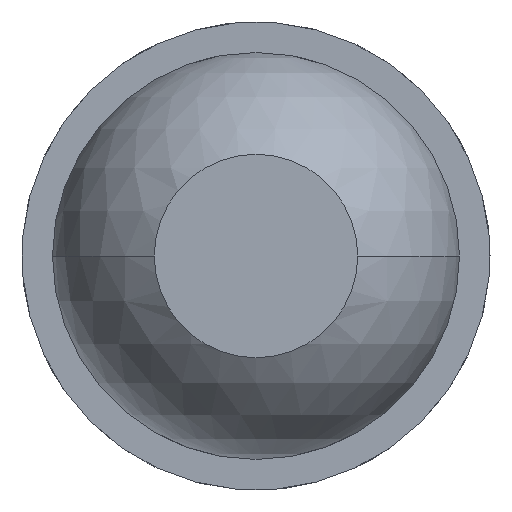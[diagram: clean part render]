
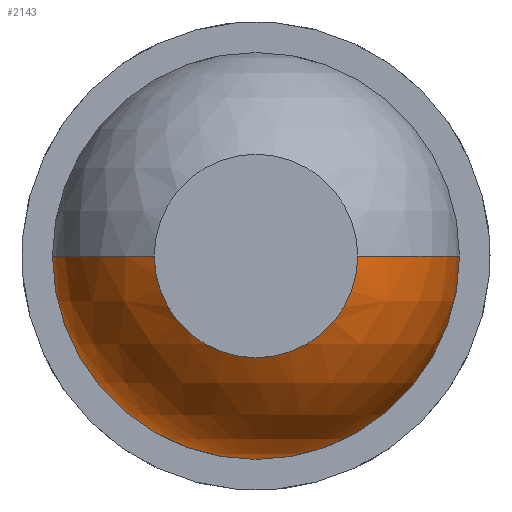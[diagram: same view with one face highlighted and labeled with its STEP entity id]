
A CAD part, front view. The second image highlights one B-rep face of the part: STEP entity #2143.
In plain terms, the highlighted spherical face has radius 0.5 mm.
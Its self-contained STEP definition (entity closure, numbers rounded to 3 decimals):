
#31 = CARTESIAN_POINT ( 'NONE',  ( 0.25, -20., 0. ) ) ;
#61 = AXIS2_PLACEMENT_3D ( 'NONE', #1658, #153, #768 ) ;
#143 = EDGE_CURVE ( 'NONE', #1403, #2314, #2710, .T. ) ;
#153 = DIRECTION ( 'NONE',  ( 0., 0., -1. ) ) ;
#412 = ORIENTED_EDGE ( 'NONE', *, *, #2479, .F. ) ;
#416 = CIRCLE ( 'NONE', #3261, 0.5 ) ;
#513 = ORIENTED_EDGE ( 'NONE', *, *, #2262, .T. ) ;
#579 = CARTESIAN_POINT ( 'NONE',  ( 0., -19.567, 0. ) ) ;
#708 = VERTEX_POINT ( 'NONE', #31 ) ;
#766 = CARTESIAN_POINT ( 'NONE',  ( 0., -19.567, 0. ) ) ;
#768 = DIRECTION ( 'NONE',  ( 1., 0., 0. ) ) ;
#783 = ORIENTED_EDGE ( 'NONE', *, *, #143, .T. ) ;
#825 = CIRCLE ( 'NONE', #1314, 0.5 ) ;
#848 = ORIENTED_EDGE ( 'NONE', *, *, #3042, .T. ) ;
#1042 = CARTESIAN_POINT ( 'NONE',  ( 0., -20., 0. ) ) ;
#1069 = CARTESIAN_POINT ( 'NONE',  ( -0.25, -20., 0. ) ) ;
#1210 = AXIS2_PLACEMENT_3D ( 'NONE', #2014, #3242, #3876 ) ;
#1244 = DIRECTION ( 'NONE',  ( 0., 0., 1. ) ) ;
#1252 = EDGE_LOOP ( 'NONE', ( #513, #848, #783, #2713, #412, #3966 ) ) ;
#1314 = AXIS2_PLACEMENT_3D ( 'NONE', #766, #2654, #1779 ) ;
#1403 = VERTEX_POINT ( 'NONE', #1069 ) ;
#1453 = CIRCLE ( 'NONE', #1821, 0.25 ) ;
#1553 = FACE_OUTER_BOUND ( 'NONE', #1252, .T. ) ;
#1658 = CARTESIAN_POINT ( 'NONE',  ( 0., -19.567, 0. ) ) ;
#1779 = DIRECTION ( 'NONE',  ( 0., 0., 1. ) ) ;
#1811 = DIRECTION ( 'NONE',  ( 1., 0., 0. ) ) ;
#1821 = AXIS2_PLACEMENT_3D ( 'NONE', #1042, #3171, #2286 ) ;
#1966 = CARTESIAN_POINT ( 'NONE',  ( -0.5, -19.567, 0. ) ) ;
#2014 = CARTESIAN_POINT ( 'NONE',  ( 0., -20., 0. ) ) ;
#2044 = CARTESIAN_POINT ( 'NONE',  ( 0., -19.567, -0.5 ) ) ;
#2106 = VERTEX_POINT ( 'NONE', #3225 ) ;
#2143 = ADVANCED_FACE ( 'Defeature ausgef�hrt4_0', ( #1553 ), #3473, .T. ) ;
#2262 = EDGE_CURVE ( 'Defeature ausgef�hrt4_0+Defeature ausgef�hrt4_16+Defeature ausgef�hrt4_16+Defeature ausgef�hrt4_16', #708, #2758, #1453, .T. ) ;
#2286 = DIRECTION ( 'NONE',  ( 0., 0., 1. ) ) ;
#2305 = CIRCLE ( 'NONE', #1210, 0.25 ) ;
#2314 = VERTEX_POINT ( 'NONE', #1966 ) ;
#2428 = DIRECTION ( 'NONE',  ( 0., 0., 1. ) ) ;
#2479 = EDGE_CURVE ( 'Defeature ausgef�hrt4_2+Defeature ausgef�hrt4_0+Defeature ausgef�hrt4_0+Defeature ausgef�hrt4_0', #2106, #3682, #825, .T. ) ;
#2548 = CIRCLE ( 'NONE', #3472, 0.5 ) ;
#2654 = DIRECTION ( 'NONE',  ( 0., 1., 0. ) ) ;
#2710 = CIRCLE ( 'NONE', #2973, 0.5 ) ;
#2713 = ORIENTED_EDGE ( 'NONE', *, *, #2771, .F. ) ;
#2758 = VERTEX_POINT ( 'NONE', #3979 ) ;
#2770 = DIRECTION ( 'NONE',  ( -1., 0., 0. ) ) ;
#2771 = EDGE_CURVE ( 'Defeature ausgef�hrt4_2+Defeature ausgef�hrt4_0+Defeature ausgef�hrt4_0+Defeature ausgef�hrt4_0', #3682, #2314, #2548, .T. ) ;
#2848 = DIRECTION ( 'NONE',  ( 0., 1., 0. ) ) ;
#2973 = AXIS2_PLACEMENT_3D ( 'NONE', #579, #3044, #2770 ) ;
#3042 = EDGE_CURVE ( 'Defeature ausgef�hrt4_0+Defeature ausgef�hrt4_16+Defeature ausgef�hrt4_16+Defeature ausgef�hrt4_16', #2758, #1403, #2305, .T. ) ;
#3044 = DIRECTION ( 'NONE',  ( 0., 0., -1. ) ) ;
#3171 = DIRECTION ( 'NONE',  ( 0., 1., 0. ) ) ;
#3225 = CARTESIAN_POINT ( 'NONE',  ( 0.5, -19.567, 0. ) ) ;
#3242 = DIRECTION ( 'NONE',  ( 0., 1., 0. ) ) ;
#3261 = AXIS2_PLACEMENT_3D ( 'NONE', #3595, #2428, #1811 ) ;
#3472 = AXIS2_PLACEMENT_3D ( 'NONE', #3757, #2848, #1244 ) ;
#3473 = SPHERICAL_SURFACE ( 'NONE', #61, 0.5 ) ;
#3595 = CARTESIAN_POINT ( 'NONE',  ( 0., -19.567, 0. ) ) ;
#3682 = VERTEX_POINT ( 'NONE', #2044 ) ;
#3708 = EDGE_CURVE ( 'NONE', #708, #2106, #416, .T. ) ;
#3757 = CARTESIAN_POINT ( 'NONE',  ( 0., -19.567, 0. ) ) ;
#3876 = DIRECTION ( 'NONE',  ( 0., 0., 1. ) ) ;
#3966 = ORIENTED_EDGE ( 'NONE', *, *, #3708, .F. ) ;
#3979 = CARTESIAN_POINT ( 'NONE',  ( 0., -20., -0.25 ) ) ;
